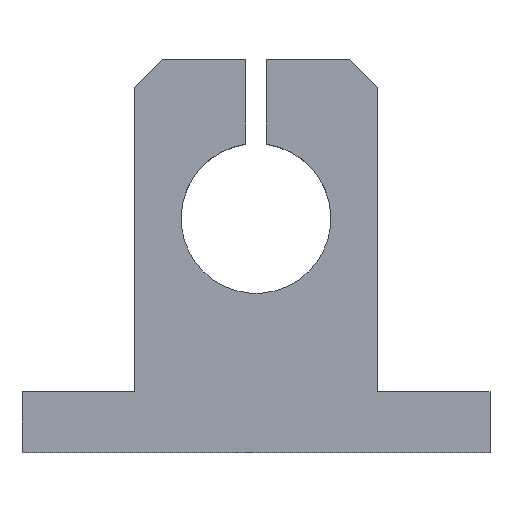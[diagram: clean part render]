
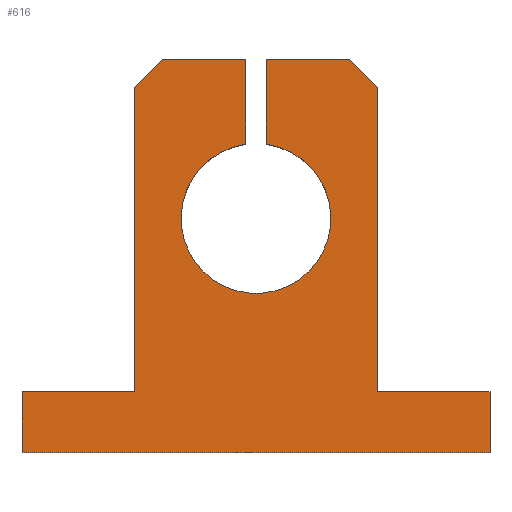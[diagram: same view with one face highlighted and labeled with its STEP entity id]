
A CAD part, top view. The second image highlights one B-rep face of the part: STEP entity #616.
In plain terms, the highlighted planar face has unit normal (0, 0, 1).
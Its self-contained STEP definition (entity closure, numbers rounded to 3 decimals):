
#49=CIRCLE('',#681,8.);
#82=FACE_OUTER_BOUND('',#124,.T.);
#124=EDGE_LOOP('',(#545,#546,#547,#548,#549,#550,#551,#552,#553,#554,#555,
#556,#557,#558));
#125=LINE('',#861,#190);
#131=LINE('',#872,#196);
#143=LINE('',#900,#208);
#171=LINE('',#991,#236);
#174=LINE('',#996,#239);
#176=LINE('',#999,#241);
#177=LINE('',#1002,#242);
#179=LINE('',#1006,#244);
#182=LINE('',#1013,#247);
#183=LINE('',#1016,#248);
#185=LINE('',#1020,#250);
#187=LINE('',#1024,#252);
#189=LINE('',#1027,#254);
#190=VECTOR('',#692,10.);
#196=VECTOR('',#700,10.);
#208=VECTOR('',#718,10.);
#236=VECTOR('',#814,10.);
#239=VECTOR('',#819,10.);
#241=VECTOR('',#823,10.);
#242=VECTOR('',#826,10.);
#244=VECTOR('',#830,10.);
#247=VECTOR('',#839,10.);
#248=VECTOR('',#842,10.);
#250=VECTOR('',#846,10.);
#252=VECTOR('',#850,10.);
#254=VECTOR('',#854,10.);
#255=VERTEX_POINT('',#859);
#256=VERTEX_POINT('',#860);
#260=VERTEX_POINT('',#870);
#272=VERTEX_POINT('',#898);
#273=VERTEX_POINT('',#899);
#301=VERTEX_POINT('',#989);
#302=VERTEX_POINT('',#990);
#303=VERTEX_POINT('',#995);
#304=VERTEX_POINT('',#1001);
#305=VERTEX_POINT('',#1005);
#306=VERTEX_POINT('',#1009);
#307=VERTEX_POINT('',#1015);
#308=VERTEX_POINT('',#1019);
#309=VERTEX_POINT('',#1023);
#310=EDGE_CURVE('',#255,#256,#125,.T.);
#316=EDGE_CURVE('',#260,#255,#131,.T.);
#329=EDGE_CURVE('',#272,#273,#143,.T.);
#373=EDGE_CURVE('',#301,#302,#171,.T.);
#376=EDGE_CURVE('',#302,#303,#174,.T.);
#378=EDGE_CURVE('',#303,#272,#176,.T.);
#379=EDGE_CURVE('',#273,#304,#177,.T.);
#381=EDGE_CURVE('',#304,#305,#179,.T.);
#383=EDGE_CURVE('',#305,#306,#49,.T.);
#385=EDGE_CURVE('',#306,#260,#182,.T.);
#386=EDGE_CURVE('',#256,#307,#183,.T.);
#388=EDGE_CURVE('',#307,#308,#185,.T.);
#390=EDGE_CURVE('',#308,#309,#187,.T.);
#392=EDGE_CURVE('',#309,#301,#189,.T.);
#545=ORIENTED_EDGE('',*,*,#310,.F.);
#546=ORIENTED_EDGE('',*,*,#316,.F.);
#547=ORIENTED_EDGE('',*,*,#385,.F.);
#548=ORIENTED_EDGE('',*,*,#383,.F.);
#549=ORIENTED_EDGE('',*,*,#381,.F.);
#550=ORIENTED_EDGE('',*,*,#379,.F.);
#551=ORIENTED_EDGE('',*,*,#329,.F.);
#552=ORIENTED_EDGE('',*,*,#378,.F.);
#553=ORIENTED_EDGE('',*,*,#376,.F.);
#554=ORIENTED_EDGE('',*,*,#373,.F.);
#555=ORIENTED_EDGE('',*,*,#392,.F.);
#556=ORIENTED_EDGE('',*,*,#390,.F.);
#557=ORIENTED_EDGE('',*,*,#388,.F.);
#558=ORIENTED_EDGE('',*,*,#386,.F.);
#583=PLANE('',#687);
#616=ADVANCED_FACE('',(#82),#583,.T.);
#681=AXIS2_PLACEMENT_3D('',#1010,#834,#835);
#687=AXIS2_PLACEMENT_3D('',#1028,#855,#856);
#692=DIRECTION('',(0.707,-0.707,0.));
#700=DIRECTION('',(1.,0.,0.));
#718=DIRECTION('',(0.707,0.707,0.));
#814=DIRECTION('',(0.,1.,0.));
#819=DIRECTION('',(1.,0.,0.));
#823=DIRECTION('',(0.,1.,0.));
#826=DIRECTION('',(1.,0.,0.));
#830=DIRECTION('',(0.,-1.,0.));
#834=DIRECTION('center_axis',(0.,0.,1.));
#835=DIRECTION('ref_axis',(0.134,-0.991,0.));
#839=DIRECTION('',(0.,1.,0.));
#842=DIRECTION('',(0.,-1.,0.));
#846=DIRECTION('',(1.,0.,0.));
#850=DIRECTION('',(0.,-1.,0.));
#854=DIRECTION('',(-1.,0.,0.));
#855=DIRECTION('center_axis',(0.,0.,1.));
#856=DIRECTION('ref_axis',(1.,0.,0.));
#859=CARTESIAN_POINT('',(10.,38.75,8.));
#860=CARTESIAN_POINT('',(13.,35.75,8.));
#861=CARTESIAN_POINT('',(13.889,34.861,8.));
#870=CARTESIAN_POINT('',(1.075,38.75,8.));
#872=CARTESIAN_POINT('',(13.,38.75,8.));
#898=CARTESIAN_POINT('',(-13.,35.75,8.));
#899=CARTESIAN_POINT('',(-10.,38.75,8.));
#900=CARTESIAN_POINT('',(-13.889,34.861,8.));
#989=CARTESIAN_POINT('',(-25.,-3.25,8.));
#990=CARTESIAN_POINT('',(-25.,3.25,8.));
#991=CARTESIAN_POINT('',(-25.,3.25,8.));
#995=CARTESIAN_POINT('',(-13.,3.25,8.));
#996=CARTESIAN_POINT('',(-13.,3.25,8.));
#999=CARTESIAN_POINT('',(-13.,38.75,8.));
#1001=CARTESIAN_POINT('',(-1.075,38.75,8.));
#1002=CARTESIAN_POINT('',(-1.075,38.75,8.));
#1005=CARTESIAN_POINT('',(-1.075,29.677,8.));
#1006=CARTESIAN_POINT('',(-1.075,29.677,8.));
#1009=CARTESIAN_POINT('',(1.075,29.677,8.));
#1010=CARTESIAN_POINT('Origin',(0.,21.75,8.));
#1013=CARTESIAN_POINT('',(1.075,38.75,8.));
#1015=CARTESIAN_POINT('',(13.,3.25,8.));
#1016=CARTESIAN_POINT('',(13.,3.25,8.));
#1019=CARTESIAN_POINT('',(25.,3.25,8.));
#1020=CARTESIAN_POINT('',(25.,3.25,8.));
#1023=CARTESIAN_POINT('',(25.,-3.25,8.));
#1024=CARTESIAN_POINT('',(25.,-3.25,8.));
#1027=CARTESIAN_POINT('',(-25.,-3.25,8.));
#1028=CARTESIAN_POINT('Origin',(0.,16.192,8.));
